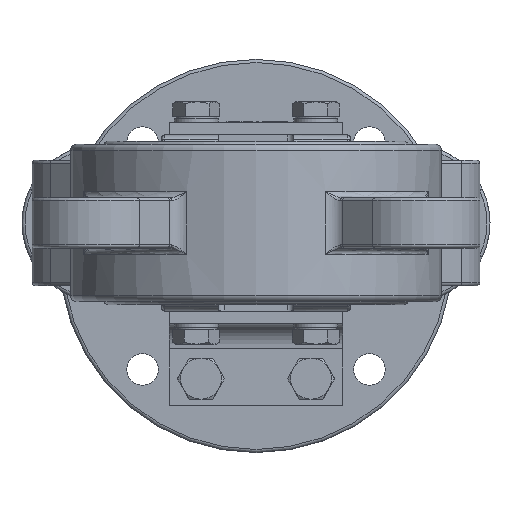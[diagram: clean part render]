
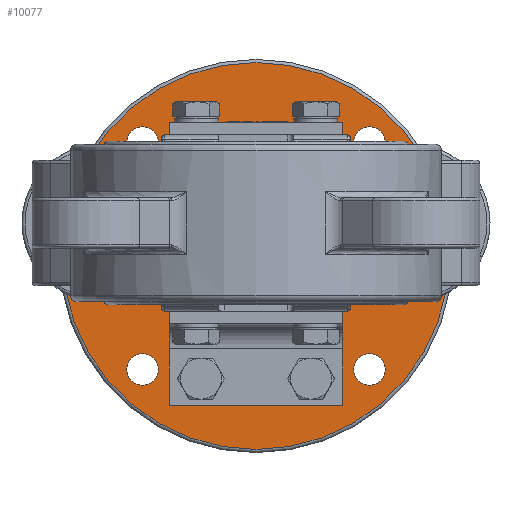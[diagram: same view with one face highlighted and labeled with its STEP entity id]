
A CAD part, front view. The second image highlights one B-rep face of the part: STEP entity #10077.
In plain terms, the highlighted planar face has unit normal (0, -1, 0).
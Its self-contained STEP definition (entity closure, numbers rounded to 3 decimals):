
#589=FACE_BOUND('',#1998,.T.);
#590=FACE_BOUND('',#1999,.T.);
#591=FACE_BOUND('',#2000,.T.);
#592=FACE_BOUND('',#2001,.T.);
#593=FACE_BOUND('',#2002,.T.);
#779=PLANE('',#11269);
#1348=FACE_OUTER_BOUND('',#1997,.T.);
#1997=EDGE_LOOP('',(#8466));
#1998=EDGE_LOOP('',(#8467));
#1999=EDGE_LOOP('',(#8468));
#2000=EDGE_LOOP('',(#8469));
#2001=EDGE_LOOP('',(#8470));
#2002=EDGE_LOOP('',(#8471));
#3823=CIRCLE('',#11264,61.5);
#3827=CIRCLE('',#11270,28.);
#3828=CIRCLE('',#11271,5.);
#3829=CIRCLE('',#11272,5.);
#3830=CIRCLE('',#11273,5.);
#3831=CIRCLE('',#11274,5.);
#4642=VERTEX_POINT('',#19048);
#4645=VERTEX_POINT('',#19059);
#4646=VERTEX_POINT('',#19061);
#4647=VERTEX_POINT('',#19063);
#4648=VERTEX_POINT('',#19065);
#4649=VERTEX_POINT('',#19067);
#5933=EDGE_CURVE('',#4642,#4642,#3823,.T.);
#5938=EDGE_CURVE('',#4645,#4645,#3827,.T.);
#5939=EDGE_CURVE('',#4646,#4646,#3828,.T.);
#5940=EDGE_CURVE('',#4647,#4647,#3829,.T.);
#5941=EDGE_CURVE('',#4648,#4648,#3830,.T.);
#5942=EDGE_CURVE('',#4649,#4649,#3831,.T.);
#8466=ORIENTED_EDGE('',*,*,#5933,.F.);
#8467=ORIENTED_EDGE('',*,*,#5938,.F.);
#8468=ORIENTED_EDGE('',*,*,#5939,.F.);
#8469=ORIENTED_EDGE('',*,*,#5940,.F.);
#8470=ORIENTED_EDGE('',*,*,#5941,.F.);
#8471=ORIENTED_EDGE('',*,*,#5942,.F.);
#10077=ADVANCED_FACE('',(#1348,#589,#590,#591,#592,#593),#779,.F.);
#11264=AXIS2_PLACEMENT_3D('',#19050,#13787,#13788);
#11269=AXIS2_PLACEMENT_3D('',#19058,#13798,#13799);
#11270=AXIS2_PLACEMENT_3D('',#19060,#13800,#13801);
#11271=AXIS2_PLACEMENT_3D('',#19062,#13802,#13803);
#11272=AXIS2_PLACEMENT_3D('',#19064,#13804,#13805);
#11273=AXIS2_PLACEMENT_3D('',#19066,#13806,#13807);
#11274=AXIS2_PLACEMENT_3D('',#19068,#13808,#13809);
#13787=DIRECTION('center_axis',(0.,1.,0.));
#13788=DIRECTION('ref_axis',(1.,0.,0.));
#13798=DIRECTION('center_axis',(0.,1.,0.));
#13799=DIRECTION('ref_axis',(0.,0.,1.));
#13800=DIRECTION('center_axis',(0.,-1.,0.));
#13801=DIRECTION('ref_axis',(-1.,0.,0.));
#13802=DIRECTION('center_axis',(0.,-1.,0.));
#13803=DIRECTION('ref_axis',(1.,0.,0.));
#13804=DIRECTION('center_axis',(0.,-1.,0.));
#13805=DIRECTION('ref_axis',(1.,0.,0.));
#13806=DIRECTION('center_axis',(0.,-1.,0.));
#13807=DIRECTION('ref_axis',(1.,0.,0.));
#13808=DIRECTION('center_axis',(0.,-1.,0.));
#13809=DIRECTION('ref_axis',(1.,0.,0.));
#19048=CARTESIAN_POINT('',(0.,0.,-61.5));
#19050=CARTESIAN_POINT('Origin',(0.,0.,0.));
#19058=CARTESIAN_POINT('Origin',(0.,0.,0.));
#19059=CARTESIAN_POINT('',(0.,0.,-28.));
#19060=CARTESIAN_POINT('Origin',(0.,0.,0.));
#19061=CARTESIAN_POINT('',(31.062,0.,-36.062));
#19062=CARTESIAN_POINT('Origin',(36.062,0.,-36.062));
#19063=CARTESIAN_POINT('',(31.062,0.,36.062));
#19064=CARTESIAN_POINT('Origin',(36.062,0.,36.062));
#19065=CARTESIAN_POINT('',(-41.062,0.,36.062));
#19066=CARTESIAN_POINT('Origin',(-36.062,0.,36.062));
#19067=CARTESIAN_POINT('',(-41.062,0.,-36.062));
#19068=CARTESIAN_POINT('Origin',(-36.062,0.,-36.062));
